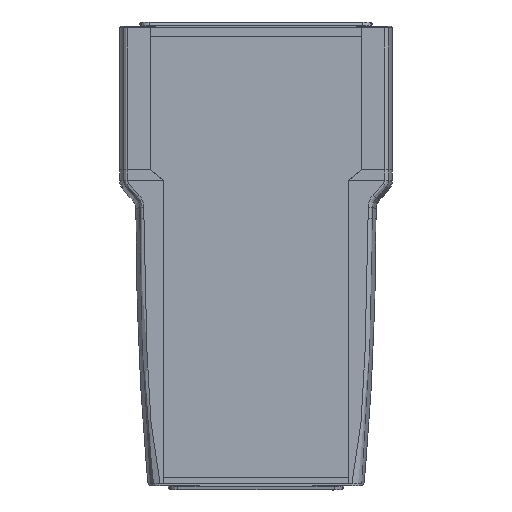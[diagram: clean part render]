
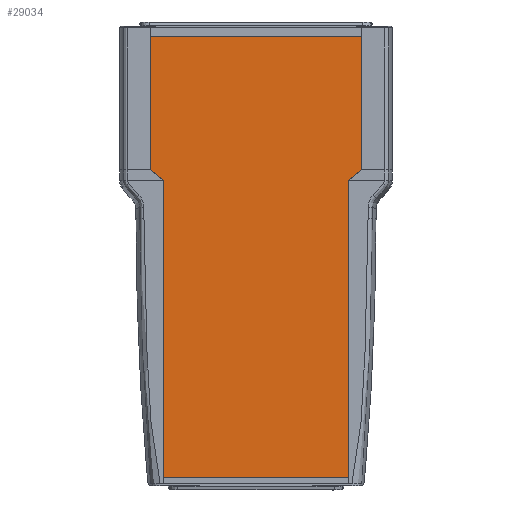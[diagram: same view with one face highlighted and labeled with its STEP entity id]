
A CAD part, top view. The second image highlights one B-rep face of the part: STEP entity #29034.
In plain terms, the highlighted face is planar.
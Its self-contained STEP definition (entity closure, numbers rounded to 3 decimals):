
#1797=PLANE('',#31710);
#3272=FACE_OUTER_BOUND('',#4976,.T.);
#4976=EDGE_LOOP('',(#25143,#25144,#25145,#25146,#25147,#25148,#25149,#25150));
#6701=LINE('',#47970,#9448);
#6709=LINE('',#47987,#9456);
#6733=LINE('',#48180,#9480);
#7404=LINE('',#51299,#10151);
#7414=LINE('',#51319,#10161);
#7422=LINE('',#51334,#10169);
#7423=LINE('',#51335,#10170);
#7424=LINE('',#51336,#10171);
#9448=VECTOR('',#36752,135.943);
#9456=VECTOR('',#36762,60.82);
#9480=VECTOR('',#36818,7.81);
#10151=VECTOR('',#38607,135.943);
#10161=VECTOR('',#38621,60.82);
#10169=VECTOR('',#38631,84.738);
#10170=VECTOR('',#38632,96.738);
#10171=VECTOR('',#38633,7.81);
#13465=VERTEX_POINT('',#47968);
#13466=VERTEX_POINT('',#47969);
#13473=VERTEX_POINT('',#47985);
#13474=VERTEX_POINT('',#47986);
#14090=VERTEX_POINT('',#51297);
#14091=VERTEX_POINT('',#51298);
#14098=VERTEX_POINT('',#51317);
#14099=VERTEX_POINT('',#51318);
#16979=EDGE_CURVE('',#13465,#13466,#6701,.T.);
#16987=EDGE_CURVE('',#13473,#13474,#6709,.T.);
#17023=EDGE_CURVE('',#13466,#13473,#6733,.T.);
#17946=EDGE_CURVE('',#14090,#14091,#7404,.T.);
#17956=EDGE_CURVE('',#14098,#14099,#7414,.T.);
#17964=EDGE_CURVE('',#14090,#13465,#7422,.T.);
#17965=EDGE_CURVE('',#14099,#13474,#7423,.T.);
#17966=EDGE_CURVE('',#14091,#14098,#7424,.T.);
#25143=ORIENTED_EDGE('',*,*,#17964,.T.);
#25144=ORIENTED_EDGE('',*,*,#16979,.T.);
#25145=ORIENTED_EDGE('',*,*,#17023,.T.);
#25146=ORIENTED_EDGE('',*,*,#16987,.T.);
#25147=ORIENTED_EDGE('',*,*,#17965,.F.);
#25148=ORIENTED_EDGE('',*,*,#17956,.F.);
#25149=ORIENTED_EDGE('',*,*,#17966,.F.);
#25150=ORIENTED_EDGE('',*,*,#17946,.F.);
#29034=ADVANCED_FACE('',(#3272),#1797,.F.);
#31710=AXIS2_PLACEMENT_3D('',#51333,#38629,#38630);
#36752=DIRECTION('',(0.,1.,0.));
#36762=DIRECTION('',(0.,1.,0.));
#36818=DIRECTION('',(-0.768,0.64,0.));
#38607=DIRECTION('',(0.,1.,0.));
#38621=DIRECTION('',(0.,1.,0.));
#38629=DIRECTION('center_axis',(0.,0.,1.));
#38630=DIRECTION('ref_axis',(1.,0.,0.));
#38631=DIRECTION('',(-1.,0.,0.));
#38632=DIRECTION('',(-1.,0.,0.));
#38633=DIRECTION('',(0.768,0.64,0.));
#47968=CARTESIAN_POINT('',(-11.119,-101.382,-6.375));
#47969=CARTESIAN_POINT('',(-11.119,34.561,-6.375));
#47970=CARTESIAN_POINT('',(-11.119,-101.382,-6.375));
#47985=CARTESIAN_POINT('',(-17.119,39.561,-6.375));
#47986=CARTESIAN_POINT('',(-17.119,100.382,-6.375));
#47987=CARTESIAN_POINT('',(-17.119,39.561,-6.375));
#48180=CARTESIAN_POINT('',(-11.119,34.561,-6.375));
#51297=CARTESIAN_POINT('',(73.619,-101.382,-6.375));
#51298=CARTESIAN_POINT('',(73.619,34.561,-6.375));
#51299=CARTESIAN_POINT('',(73.619,-101.382,-6.375));
#51317=CARTESIAN_POINT('',(79.619,39.561,-6.375));
#51318=CARTESIAN_POINT('',(79.619,100.382,-6.375));
#51319=CARTESIAN_POINT('',(79.619,39.561,-6.375));
#51333=CARTESIAN_POINT('Origin',(31.25,100.382,-6.375));
#51334=CARTESIAN_POINT('',(73.619,-101.382,-6.375));
#51335=CARTESIAN_POINT('',(79.619,100.382,-6.375));
#51336=CARTESIAN_POINT('',(73.619,34.561,-6.375));
